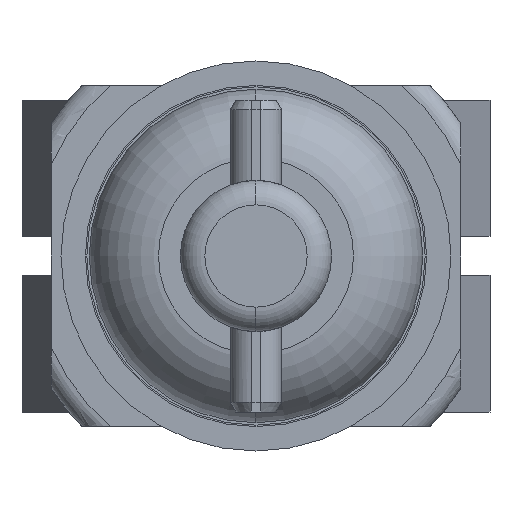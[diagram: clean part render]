
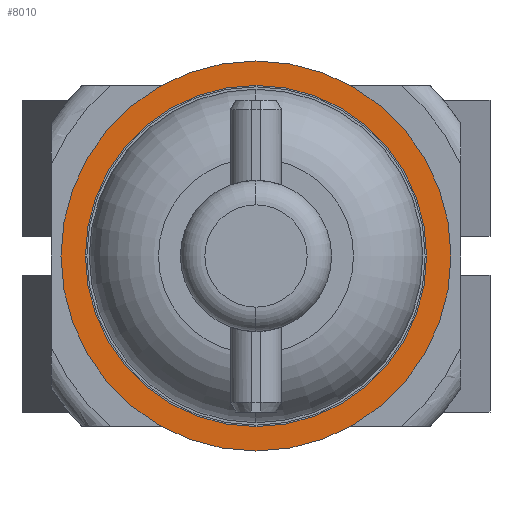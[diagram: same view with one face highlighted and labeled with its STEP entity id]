
A CAD part, front view. The second image highlights one B-rep face of the part: STEP entity #8010.
In plain terms, the highlighted planar face has unit normal (0, -1, 0).
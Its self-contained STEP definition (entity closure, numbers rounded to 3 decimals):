
#68 = EDGE_CURVE ( 'Defeature ausgef�hrt1_14+Defeature ausgef�hrt1_13+Defeature ausgef�hrt1_13+Defeature ausgef�hrt1_13', #5988, #3097, #7457, .T. ) ;
#246 = CARTESIAN_POINT ( 'NONE',  ( 0., -2., 0. ) ) ;
#301 = DIRECTION ( 'NONE',  ( 0., 0., 1. ) ) ;
#338 = FACE_OUTER_BOUND ( 'NONE', #5727, .T. ) ;
#382 = CARTESIAN_POINT ( 'NONE',  ( 0., -2., 2. ) ) ;
#621 = AXIS2_PLACEMENT_3D ( 'NONE', #2474, #7694, #5094 ) ;
#682 = ORIENTED_EDGE ( 'NONE', *, *, #1482, .T. ) ;
#1058 = CARTESIAN_POINT ( 'NONE',  ( 0., -2., -1.75 ) ) ;
#1482 = EDGE_CURVE ( 'Defeature ausgef�hrt1_13+Defeature ausgef�hrt1_12+Defeature ausgef�hrt1_12+Defeature ausgef�hrt1_12', #2802, #4300, #7134, .T. ) ;
#1638 = CIRCLE ( 'NONE', #621, 2. ) ;
#1651 = AXIS2_PLACEMENT_3D ( 'NONE', #3823, #4392, #6981 ) ;
#1989 = CARTESIAN_POINT ( 'NONE',  ( 0., -2., 1.75 ) ) ;
#2226 = ORIENTED_EDGE ( 'NONE', *, *, #5295, .F. ) ;
#2255 = DIRECTION ( 'NONE',  ( 0., 1., 0. ) ) ;
#2399 = AXIS2_PLACEMENT_3D ( 'NONE', #246, #4056, #301 ) ;
#2474 = CARTESIAN_POINT ( 'NONE',  ( 0., -2., 0. ) ) ;
#2751 = DIRECTION ( 'NONE',  ( 0., 0., 1. ) ) ;
#2802 = VERTEX_POINT ( 'NONE', #1989 ) ;
#2869 = CARTESIAN_POINT ( 'NONE',  ( 0., -2., -2. ) ) ;
#3055 = FACE_BOUND ( 'NONE', #7603, .T. ) ;
#3097 = VERTEX_POINT ( 'NONE', #382 ) ;
#3375 = CARTESIAN_POINT ( 'NONE',  ( 0., -2., 0. ) ) ;
#3723 = ORIENTED_EDGE ( 'NONE', *, *, #68, .F. ) ;
#3823 = CARTESIAN_POINT ( 'NONE',  ( 2., -2., 0. ) ) ;
#4056 = DIRECTION ( 'NONE',  ( 0., 1., 0. ) ) ;
#4300 = VERTEX_POINT ( 'NONE', #1058 ) ;
#4392 = DIRECTION ( 'NONE',  ( 0., 1., 0. ) ) ;
#5094 = DIRECTION ( 'NONE',  ( 0., 0., 1. ) ) ;
#5115 = EDGE_CURVE ( 'Defeature ausgef�hrt1_13+Defeature ausgef�hrt1_12+Defeature ausgef�hrt1_12+Defeature ausgef�hrt1_12', #4300, #2802, #5736, .T. ) ;
#5295 = EDGE_CURVE ( 'Defeature ausgef�hrt1_14+Defeature ausgef�hrt1_13+Defeature ausgef�hrt1_13+Defeature ausgef�hrt1_13', #3097, #5988, #1638, .T. ) ;
#5489 = CARTESIAN_POINT ( 'NONE',  ( 0., -2., 0. ) ) ;
#5727 = EDGE_LOOP ( 'NONE', ( #2226, #3723 ) ) ;
#5736 = CIRCLE ( 'NONE', #7950, 1.75 ) ;
#5988 = VERTEX_POINT ( 'NONE', #2869 ) ;
#6315 = AXIS2_PLACEMENT_3D ( 'NONE', #5489, #2255, #6697 ) ;
#6553 = DIRECTION ( 'NONE',  ( 0., 1., 0. ) ) ;
#6697 = DIRECTION ( 'NONE',  ( 0., 0., 1. ) ) ;
#6981 = DIRECTION ( 'NONE',  ( 0., 0., 1. ) ) ;
#7134 = CIRCLE ( 'NONE', #2399, 1.75 ) ;
#7457 = CIRCLE ( 'NONE', #6315, 2. ) ;
#7603 = EDGE_LOOP ( 'NONE', ( #682, #8068 ) ) ;
#7667 = PLANE ( 'NONE',  #1651 ) ;
#7694 = DIRECTION ( 'NONE',  ( 0., 1., 0. ) ) ;
#7950 = AXIS2_PLACEMENT_3D ( 'NONE', #3375, #6553, #2751 ) ;
#8010 = ADVANCED_FACE ( 'Defeature ausgef�hrt1_13', ( #338, #3055 ), #7667, .F. ) ;
#8068 = ORIENTED_EDGE ( 'NONE', *, *, #5115, .T. ) ;
